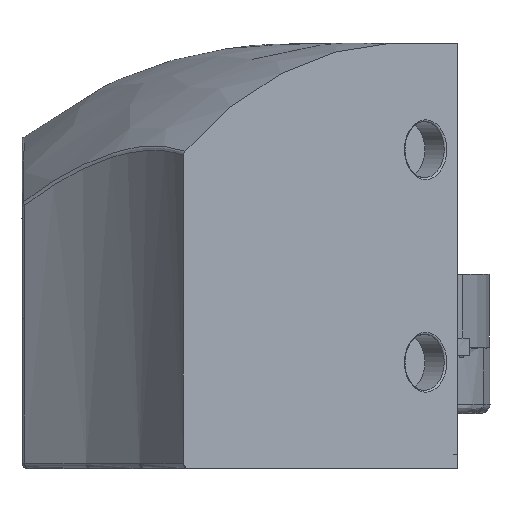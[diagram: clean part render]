
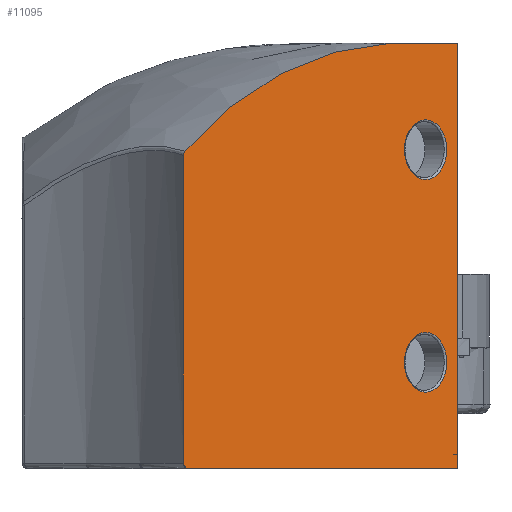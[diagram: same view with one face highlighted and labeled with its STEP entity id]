
A CAD part, left-side view. The second image highlights one B-rep face of the part: STEP entity #11095.
In plain terms, the highlighted planar face has unit normal (-0.707, -0.707, 0).
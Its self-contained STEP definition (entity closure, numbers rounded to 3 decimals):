
#143=B_SPLINE_CURVE_WITH_KNOTS('',3,(#16561,#16562,#16563,#16564,#16565,
#16566,#16567,#16568,#16569,#16570,#16571,#16572,#16573,#16574,#16575,#16576,
#16577,#16578,#16579,#16580,#16581,#16582),.UNSPECIFIED.,.F.,.F.,(4,3,3,
3,3,3,3,4),(0.,0.009,0.018,0.024,
0.033,0.041,0.05,0.057),
 .UNSPECIFIED.);
#147=B_SPLINE_CURVE_WITH_KNOTS('',3,(#16607,#16608,#16609,#16610,#16611,
#16612,#16613,#16614,#16615,#16616),.UNSPECIFIED.,.F.,.F.,(4,2,2,2,4),(0.09,
0.113,0.136,0.159,0.181),
 .UNSPECIFIED.);
#340=FACE_BOUND('',#1427,.T.);
#341=FACE_BOUND('',#1428,.T.);
#428=PLANE('',#11833);
#788=FACE_OUTER_BOUND('',#1426,.T.);
#1426=EDGE_LOOP('',(#7946,#7947,#7948,#7949,#7950,#7951,#7952,#7953,#7954,
#7955));
#1427=EDGE_LOOP('',(#7956));
#1428=EDGE_LOOP('',(#7957));
#2271=LINE('',#16635,#3291);
#2280=LINE('',#16653,#3300);
#2329=LINE('',#17051,#3349);
#2372=LINE('',#17323,#3392);
#2373=LINE('',#17325,#3393);
#2374=LINE('',#17327,#3394);
#2375=LINE('',#17328,#3395);
#3291=VECTOR('',#13119,10.);
#3300=VECTOR('',#13130,10.);
#3349=VECTOR('',#13247,10.);
#3392=VECTOR('',#13350,10.);
#3393=VECTOR('',#13351,10.);
#3394=VECTOR('',#13352,10.);
#3395=VECTOR('',#13353,10.);
#4187=CIRCLE('',#11832,53.193);
#4188=CIRCLE('',#11834,3.275);
#4189=CIRCLE('',#11835,3.275);
#4703=VERTEX_POINT('',#16559);
#4704=VERTEX_POINT('',#16560);
#4706=VERTEX_POINT('',#16605);
#4707=VERTEX_POINT('',#16606);
#4717=VERTEX_POINT('',#16651);
#4788=VERTEX_POINT('',#17038);
#4789=VERTEX_POINT('',#17050);
#4828=VERTEX_POINT('',#17322);
#4829=VERTEX_POINT('',#17324);
#4830=VERTEX_POINT('',#17326);
#4831=VERTEX_POINT('',#17329);
#4832=VERTEX_POINT('',#17331);
#5867=EDGE_CURVE('',#4703,#4704,#143,.T.);
#5872=EDGE_CURVE('',#4706,#4707,#147,.T.);
#5878=EDGE_CURVE('',#4707,#4703,#2271,.T.);
#5887=EDGE_CURVE('',#4717,#4706,#2280,.T.);
#5975=EDGE_CURVE('',#4789,#4788,#2329,.T.);
#6035=EDGE_CURVE('',#4704,#4788,#4187,.T.);
#6036=EDGE_CURVE('',#4717,#4828,#2372,.T.);
#6037=EDGE_CURVE('',#4829,#4828,#2373,.T.);
#6038=EDGE_CURVE('',#4830,#4829,#2374,.T.);
#6039=EDGE_CURVE('',#4830,#4789,#2375,.T.);
#6040=EDGE_CURVE('',#4831,#4831,#4188,.T.);
#6041=EDGE_CURVE('',#4832,#4832,#4189,.T.);
#7946=ORIENTED_EDGE('',*,*,#5867,.F.);
#7947=ORIENTED_EDGE('',*,*,#5878,.F.);
#7948=ORIENTED_EDGE('',*,*,#5872,.F.);
#7949=ORIENTED_EDGE('',*,*,#5887,.F.);
#7950=ORIENTED_EDGE('',*,*,#6036,.T.);
#7951=ORIENTED_EDGE('',*,*,#6037,.F.);
#7952=ORIENTED_EDGE('',*,*,#6038,.F.);
#7953=ORIENTED_EDGE('',*,*,#6039,.T.);
#7954=ORIENTED_EDGE('',*,*,#5975,.T.);
#7955=ORIENTED_EDGE('',*,*,#6035,.F.);
#7956=ORIENTED_EDGE('',*,*,#6040,.F.);
#7957=ORIENTED_EDGE('',*,*,#6041,.F.);
#11095=ADVANCED_FACE('',(#788,#340,#341),#428,.F.);
#11832=AXIS2_PLACEMENT_3D('',#17320,#13346,#13347);
#11833=AXIS2_PLACEMENT_3D('',#17321,#13348,#13349);
#11834=AXIS2_PLACEMENT_3D('',#17330,#13354,#13355);
#11835=AXIS2_PLACEMENT_3D('',#17332,#13356,#13357);
#13119=DIRECTION('',(0.,0.,1.));
#13130=DIRECTION('',(-0.707,0.707,0.));
#13247=DIRECTION('',(-0.707,0.707,0.));
#13346=DIRECTION('center_axis',(0.707,0.707,0.));
#13347=DIRECTION('ref_axis',(-0.022,0.022,0.999));
#13348=DIRECTION('center_axis',(0.707,0.707,0.));
#13349=DIRECTION('ref_axis',(0.,0.,-1.));
#13350=DIRECTION('',(0.,0.,1.));
#13351=DIRECTION('',(0.577,-0.577,-0.577));
#13352=DIRECTION('',(-0.577,0.577,-0.577));
#13353=DIRECTION('',(0.,0.,1.));
#13354=DIRECTION('center_axis',(-0.707,-0.707,0.));
#13355=DIRECTION('ref_axis',(-0.707,0.707,0.));
#13356=DIRECTION('center_axis',(-0.707,-0.707,0.));
#13357=DIRECTION('ref_axis',(-0.707,0.707,0.));
#16559=CARTESIAN_POINT('',(-65.63,77.976,34.299));
#16560=CARTESIAN_POINT('',(-65.459,77.805,34.797));
#16561=CARTESIAN_POINT('Ctrl Pts',(-65.63,77.976,34.299));
#16562=CARTESIAN_POINT('Ctrl Pts',(-65.63,77.976,34.328));
#16563=CARTESIAN_POINT('Ctrl Pts',(-65.629,77.975,34.357));
#16564=CARTESIAN_POINT('Ctrl Pts',(-65.626,77.971,34.386));
#16565=CARTESIAN_POINT('Ctrl Pts',(-65.622,77.968,34.417));
#16566=CARTESIAN_POINT('Ctrl Pts',(-65.618,77.963,34.447));
#16567=CARTESIAN_POINT('Ctrl Pts',(-65.611,77.957,34.476));
#16568=CARTESIAN_POINT('Ctrl Pts',(-65.607,77.953,34.494));
#16569=CARTESIAN_POINT('Ctrl Pts',(-65.603,77.949,34.513));
#16570=CARTESIAN_POINT('Ctrl Pts',(-65.598,77.943,34.531));
#16571=CARTESIAN_POINT('Ctrl Pts',(-65.589,77.935,34.56));
#16572=CARTESIAN_POINT('Ctrl Pts',(-65.579,77.925,34.589));
#16573=CARTESIAN_POINT('Ctrl Pts',(-65.568,77.914,34.616));
#16574=CARTESIAN_POINT('Ctrl Pts',(-65.56,77.905,34.637));
#16575=CARTESIAN_POINT('Ctrl Pts',(-65.55,77.896,34.657));
#16576=CARTESIAN_POINT('Ctrl Pts',(-65.54,77.886,34.676));
#16577=CARTESIAN_POINT('Ctrl Pts',(-65.527,77.873,34.702));
#16578=CARTESIAN_POINT('Ctrl Pts',(-65.513,77.858,34.726));
#16579=CARTESIAN_POINT('Ctrl Pts',(-65.497,77.843,34.748));
#16580=CARTESIAN_POINT('Ctrl Pts',(-65.485,77.831,34.766));
#16581=CARTESIAN_POINT('Ctrl Pts',(-65.472,77.818,34.782));
#16582=CARTESIAN_POINT('Ctrl Pts',(-65.459,77.805,34.797));
#16605=CARTESIAN_POINT('',(-65.192,77.538,0.));
#16606=CARTESIAN_POINT('',(-65.63,77.976,0.6));
#16607=CARTESIAN_POINT('Ctrl Pts',(-65.192,77.538,0.));
#16608=CARTESIAN_POINT('Ctrl Pts',(-65.247,77.593,0.));
#16609=CARTESIAN_POINT('Ctrl Pts',(-65.311,77.657,0.018));
#16610=CARTESIAN_POINT('Ctrl Pts',(-65.411,77.757,0.075));
#16611=CARTESIAN_POINT('Ctrl Pts',(-65.465,77.811,0.125));
#16612=CARTESIAN_POINT('Ctrl Pts',(-65.541,77.887,0.231));
#16613=CARTESIAN_POINT('Ctrl Pts',(-65.577,77.923,0.304));
#16614=CARTESIAN_POINT('Ctrl Pts',(-65.618,77.964,0.441));
#16615=CARTESIAN_POINT('Ctrl Pts',(-65.63,77.976,0.527));
#16616=CARTESIAN_POINT('Ctrl Pts',(-65.63,77.976,0.6));
#16635=CARTESIAN_POINT('',(-65.63,77.976,0.));
#16651=CARTESIAN_POINT('',(-35.546,47.892,0.));
#16653=CARTESIAN_POINT('',(-37.346,49.692,0.));
#17038=CARTESIAN_POINT('',(-43.003,55.349,46.6));
#17050=CARTESIAN_POINT('',(-35.546,47.892,46.6));
#17051=CARTESIAN_POINT('',(-42.615,54.961,46.6));
#17320=CARTESIAN_POINT('Origin',(-41.81,54.155,-6.567));
#17321=CARTESIAN_POINT('Origin',(-48.645,60.991,21.605));
#17322=CARTESIAN_POINT('',(-35.546,47.892,1.488));
#17323=CARTESIAN_POINT('',(-35.546,47.892,0.));
#17324=CARTESIAN_POINT('',(-35.558,47.904,1.5));
#17325=CARTESIAN_POINT('',(-26.951,39.297,-7.107));
#17326=CARTESIAN_POINT('',(-35.546,47.892,1.512));
#17327=CARTESIAN_POINT('',(-27.451,39.797,9.607));
#17328=CARTESIAN_POINT('',(-35.546,47.892,0.));
#17329=CARTESIAN_POINT('',(-39.08,51.426,14.925));
#17330=CARTESIAN_POINT('Origin',(-39.08,51.426,11.65));
#17331=CARTESIAN_POINT('',(-39.08,51.426,38.225));
#17332=CARTESIAN_POINT('Origin',(-39.08,51.426,34.95));
